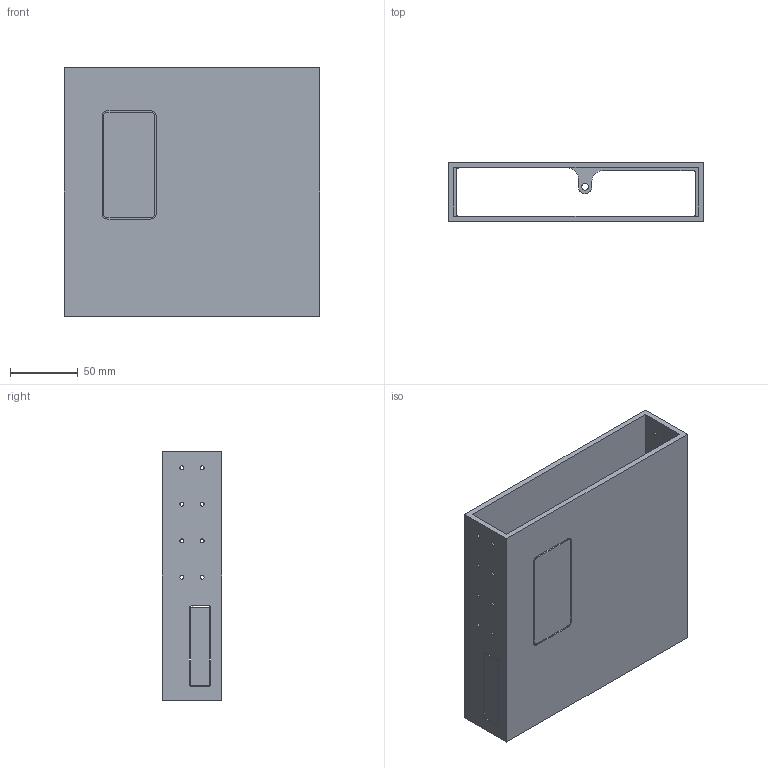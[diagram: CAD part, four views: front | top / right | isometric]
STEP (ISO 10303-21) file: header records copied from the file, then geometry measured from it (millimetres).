
FILE_DESCRIPTION(/* description */ ('STEP AP242','CAx-IF Rec.Pracs.---Representation and Presentation of Product Manufacturing Information (PMI)---4.0---2014-10-13','CAx-IF Rec.Pracs.---3D Tessellated Geometry---0.4---2014-09-14','2;1'),/* implementation_level */ '2;1');
FILE_NAME(/* name */ '64f3874ad26c884eba7a61ef',/* time_stamp */ '2023-09-02T19:04:43Z',/* author */ (''),/* organization */ (''),/* preprocessor_version */ 'ST-DEVELOPER v19.4',/* originating_system */ ' ',/* authorisation */ ' ');
FILE_SCHEMA (('AP242_MANAGED_MODEL_BASED_3D_ENGINEERING_MIM_LF { 1 0 10303 442 1 1 4 }'));
Length unit declared in the file: metre
Products named in the file (1): Casing
Bounding box: 189 x 44 x 184 mm (x, y, z)
Volume: 331181.9 mm3; surface area: 173885.8 mm2
Topology: 1 solids, 1 shells, 121 faces, 365 edges, 246 vertices
Faces by surface type: plane 73, cylinder 48
Full cylindrical faces by diameter (mm): 2.8 x16, 5 x1
Entity records: 4112 total; most frequent: CARTESIAN_POINT 700, ORIENTED_EDGE 680, DIRECTION 680, EDGE_CURVE 340, LINE 244, VECTOR 244, VERTEX_POINT 238, AXIS2_PLACEMENT_3D 218
